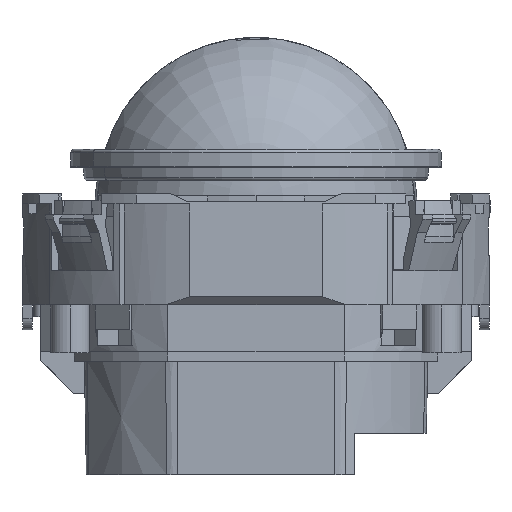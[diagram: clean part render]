
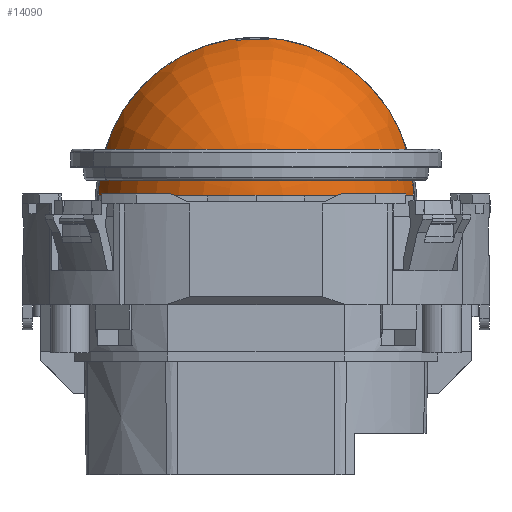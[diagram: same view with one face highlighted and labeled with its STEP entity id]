
A CAD part, left-side view. The second image highlights one B-rep face of the part: STEP entity #14090.
In plain terms, the highlighted toroidal (fillet/blend) face has major radius 0.286 mm and minor radius 19.7 mm.
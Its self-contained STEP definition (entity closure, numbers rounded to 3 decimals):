
#13991=AXIS2_PLACEMENT_3D('Circle Axis2P3D',#13989,#13990,$) ;
#14004=AXIS2_PLACEMENT_3D('Torus Axis2P3D',#14001,#14002,#14003) ;
#14033=AXIS2_PLACEMENT_3D('Circle Axis2P3D',#14031,#14032,$) ;
#14040=AXIS2_PLACEMENT_3D('Circle Axis2P3D',#14038,#14039,$) ;
#13666=CARTESIAN_POINT('Vertex',(-4.089,-19.446,35.995)) ;
#13735=CARTESIAN_POINT('Vertex',(-4.086,-19.447,35.993)) ;
#13739=CARTESIAN_POINT('Control Point',(-4.086,-19.447,35.993)) ;
#13740=CARTESIAN_POINT('Control Point',(-4.087,-19.446,35.994)) ;
#13741=CARTESIAN_POINT('Control Point',(-4.089,-19.446,35.995)) ;
#13768=CARTESIAN_POINT('Control Point',(-4.089,-19.446,35.995)) ;
#13769=CARTESIAN_POINT('Control Point',(-4.093,-19.444,35.999)) ;
#13770=CARTESIAN_POINT('Control Point',(-4.098,-19.443,36.002)) ;
#13771=CARTESIAN_POINT('Control Point',(-4.103,-19.442,36.004)) ;
#13772=CARTESIAN_POINT('Control Point',(-4.113,-19.44,36.001)) ;
#13773=CARTESIAN_POINT('Control Point',(-4.123,-19.438,35.997)) ;
#13774=CARTESIAN_POINT('Control Point',(-4.128,-19.437,35.991)) ;
#13775=CARTESIAN_POINT('Control Point',(-4.14,-19.435,35.974)) ;
#13776=CARTESIAN_POINT('Control Point',(-4.15,-19.435,35.953)) ;
#13777=CARTESIAN_POINT('Control Point',(-4.156,-19.434,35.938)) ;
#13778=CARTESIAN_POINT('Control Point',(-4.168,-19.434,35.901)) ;
#13779=CARTESIAN_POINT('Control Point',(-4.178,-19.434,35.863)) ;
#13780=CARTESIAN_POINT('Control Point',(-4.183,-19.434,35.839)) ;
#13781=CARTESIAN_POINT('Control Point',(-4.205,-19.436,35.735)) ;
#13782=CARTESIAN_POINT('Control Point',(-4.22,-19.438,35.628)) ;
#13783=CARTESIAN_POINT('Control Point',(-4.23,-19.44,35.551)) ;
#13784=CARTESIAN_POINT('Control Point',(-4.255,-19.445,35.312)) ;
#13785=CARTESIAN_POINT('Control Point',(-4.273,-19.448,35.071)) ;
#13786=CARTESIAN_POINT('Control Point',(-4.282,-19.449,34.918)) ;
#13787=CARTESIAN_POINT('Control Point',(-4.29,-19.449,34.761)) ;
#13788=CARTESIAN_POINT('Control Point',(-4.296,-19.447,34.604)) ;
#13789=CARTESIAN_POINT('Vertex',(-4.296,-19.447,34.604)) ;
#13910=CARTESIAN_POINT('Vertex',(-4.089,19.446,35.995)) ;
#13914=CARTESIAN_POINT('Control Point',(-4.086,19.447,35.993)) ;
#13915=CARTESIAN_POINT('Control Point',(-4.087,19.446,35.994)) ;
#13916=CARTESIAN_POINT('Control Point',(-4.089,19.446,35.995)) ;
#13917=CARTESIAN_POINT('Vertex',(-4.086,19.447,35.993)) ;
#13989=CARTESIAN_POINT('Axis2P3D Location',(-4.086,0.,34.604)) ;
#14001=CARTESIAN_POINT('Axis2P3D Location',(0.279,0.,34.604)) ;
#14007=CARTESIAN_POINT('Control Point',(-4.089,19.446,35.995)) ;
#14008=CARTESIAN_POINT('Control Point',(-4.093,19.444,35.999)) ;
#14009=CARTESIAN_POINT('Control Point',(-4.098,19.443,36.002)) ;
#14010=CARTESIAN_POINT('Control Point',(-4.103,19.442,36.004)) ;
#14011=CARTESIAN_POINT('Control Point',(-4.113,19.44,36.001)) ;
#14012=CARTESIAN_POINT('Control Point',(-4.123,19.438,35.997)) ;
#14013=CARTESIAN_POINT('Control Point',(-4.128,19.437,35.991)) ;
#14014=CARTESIAN_POINT('Control Point',(-4.14,19.435,35.974)) ;
#14015=CARTESIAN_POINT('Control Point',(-4.15,19.435,35.953)) ;
#14016=CARTESIAN_POINT('Control Point',(-4.156,19.434,35.938)) ;
#14017=CARTESIAN_POINT('Control Point',(-4.168,19.434,35.901)) ;
#14018=CARTESIAN_POINT('Control Point',(-4.178,19.434,35.863)) ;
#14019=CARTESIAN_POINT('Control Point',(-4.183,19.434,35.839)) ;
#14020=CARTESIAN_POINT('Control Point',(-4.205,19.436,35.735)) ;
#14021=CARTESIAN_POINT('Control Point',(-4.22,19.438,35.628)) ;
#14022=CARTESIAN_POINT('Control Point',(-4.23,19.44,35.551)) ;
#14023=CARTESIAN_POINT('Control Point',(-4.255,19.445,35.312)) ;
#14024=CARTESIAN_POINT('Control Point',(-4.273,19.448,35.071)) ;
#14025=CARTESIAN_POINT('Control Point',(-4.282,19.449,34.918)) ;
#14026=CARTESIAN_POINT('Control Point',(-4.29,19.449,34.761)) ;
#14027=CARTESIAN_POINT('Control Point',(-4.296,19.447,34.604)) ;
#14028=CARTESIAN_POINT('Vertex',(-4.296,19.447,34.604)) ;
#14031=CARTESIAN_POINT('Axis2P3D Location',(0.279,0.286,34.604)) ;
#14035=CARTESIAN_POINT('Vertex',(-19.419,0.,34.604)) ;
#14038=CARTESIAN_POINT('Axis2P3D Location',(0.279,-0.286,34.604)) ;
#14053=CARTESIAN_POINT('Control Point',(-4.208,2.42,53.921)) ;
#14054=CARTESIAN_POINT('Control Point',(-4.204,1.101,54.087)) ;
#14055=CARTESIAN_POINT('Control Point',(-4.2,-0.234,54.118)) ;
#14056=CARTESIAN_POINT('Control Point',(-4.197,-1.559,54.012)) ;
#14057=CARTESIAN_POINT('Vertex',(-4.208,2.42,53.921)) ;
#14059=CARTESIAN_POINT('Vertex',(-4.197,-1.559,54.012)) ;
#14063=CARTESIAN_POINT('Control Point',(-4.197,-1.559,54.012)) ;
#14064=CARTESIAN_POINT('Control Point',(-4.413,-1.56,53.961)) ;
#14065=CARTESIAN_POINT('Control Point',(-4.628,-1.561,53.907)) ;
#14066=CARTESIAN_POINT('Control Point',(-4.842,-1.561,53.849)) ;
#14067=CARTESIAN_POINT('Vertex',(-4.842,-1.561,53.849)) ;
#14071=CARTESIAN_POINT('Control Point',(-4.853,2.418,53.757)) ;
#14072=CARTESIAN_POINT('Control Point',(-4.849,1.1,53.925)) ;
#14073=CARTESIAN_POINT('Control Point',(-4.846,-0.236,53.956)) ;
#14074=CARTESIAN_POINT('Control Point',(-4.842,-1.561,53.849)) ;
#14075=CARTESIAN_POINT('Vertex',(-4.853,2.418,53.757)) ;
#14079=CARTESIAN_POINT('Control Point',(-4.208,2.42,53.921)) ;
#14080=CARTESIAN_POINT('Control Point',(-4.424,2.42,53.87)) ;
#14081=CARTESIAN_POINT('Control Point',(-4.639,2.419,53.816)) ;
#14082=CARTESIAN_POINT('Control Point',(-4.853,2.418,53.757)) ;
#13990=DIRECTION('Axis2P3D Direction',(-1.,0.,0.)) ;
#14002=DIRECTION('Axis2P3D Direction',(-1.,0.,0.)) ;
#14003=DIRECTION('Axis2P3D XDirection',(0.,-1.,0.)) ;
#14032=DIRECTION('Axis2P3D Direction',(0.,0.,1.)) ;
#14039=DIRECTION('Axis2P3D Direction',(-0.,0.,-1.)) ;
#14044=ORIENTED_EDGE('',*,*,#13993,.T.) ;
#14045=ORIENTED_EDGE('',*,*,#13919,.T.) ;
#14046=ORIENTED_EDGE('',*,*,#14030,.T.) ;
#14047=ORIENTED_EDGE('',*,*,#14037,.F.) ;
#14048=ORIENTED_EDGE('',*,*,#14042,.T.) ;
#14049=ORIENTED_EDGE('',*,*,#13791,.F.) ;
#14050=ORIENTED_EDGE('',*,*,#13742,.F.) ;
#14085=ORIENTED_EDGE('',*,*,#14061,.T.) ;
#14086=ORIENTED_EDGE('',*,*,#14069,.T.) ;
#14087=ORIENTED_EDGE('',*,*,#14077,.F.) ;
#14088=ORIENTED_EDGE('',*,*,#14083,.F.) ;
#14089=FACE_BOUND('',#14084,.T.) ;
#14090=ADVANCED_FACE('Body.7',(#14051,#14089),#14005,.T.) ;
#13738=B_SPLINE_CURVE_WITH_KNOTS('',2,(#13739,#13740,#13741),.UNSPECIFIED.,.F.,.U.,(3,3),(0.,0.006),.UNSPECIFIED.) ;
#13767=B_SPLINE_CURVE_WITH_KNOTS('',5,(#13768,#13769,#13770,#13771,#13772,#13773,#13774,#13775,#13776,#13777,#13778,#13779,#13780,#13781,#13782,#13783,#13784,#13785,#13786,#13787,#13788),.UNSPECIFIED.,.F.,.U.,(6,3,3,3,3,3,6),(0.,0.035,0.075,0.157,0.278,0.696,1.478),.UNSPECIFIED.) ;
#13913=B_SPLINE_CURVE_WITH_KNOTS('',2,(#13914,#13915,#13916),.UNSPECIFIED.,.F.,.U.,(3,3),(0.,0.006),.UNSPECIFIED.) ;
#14006=B_SPLINE_CURVE_WITH_KNOTS('',5,(#14007,#14008,#14009,#14010,#14011,#14012,#14013,#14014,#14015,#14016,#14017,#14018,#14019,#14020,#14021,#14022,#14023,#14024,#14025,#14026,#14027),.UNSPECIFIED.,.F.,.U.,(6,3,3,3,3,3,6),(0.,0.035,0.075,0.157,0.278,0.696,1.478),.UNSPECIFIED.) ;
#14052=B_SPLINE_CURVE_WITH_KNOTS('',3,(#14053,#14054,#14055,#14056),.UNSPECIFIED.,.F.,.U.,(4,4),(0.,3.988),.UNSPECIFIED.) ;
#14062=B_SPLINE_CURVE_WITH_KNOTS('',3,(#14063,#14064,#14065,#14066),.UNSPECIFIED.,.F.,.U.,(4,4),(0.,0.941),.UNSPECIFIED.) ;
#14070=B_SPLINE_CURVE_WITH_KNOTS('',3,(#14071,#14072,#14073,#14074),.UNSPECIFIED.,.F.,.U.,(4,4),(0.,3.988),.UNSPECIFIED.) ;
#14078=B_SPLINE_CURVE_WITH_KNOTS('',3,(#14079,#14080,#14081,#14082),.UNSPECIFIED.,.F.,.U.,(4,4),(0.,0.941),.UNSPECIFIED.) ;
#13992=CIRCLE('generated circle',#13991,19.496) ;
#14034=CIRCLE('generated circle',#14033,19.7) ;
#14041=CIRCLE('generated circle',#14040,19.7) ;
#14005=DEGENERATE_TOROIDAL_SURFACE('homeo Torus',#14004,0.286,19.7,.T.) ;
#13742=EDGE_CURVE('',#13736,#13667,#13738,.T.) ;
#13791=EDGE_CURVE('',#13667,#13790,#13767,.T.) ;
#13919=EDGE_CURVE('',#13918,#13911,#13913,.T.) ;
#13993=EDGE_CURVE('',#13736,#13918,#13992,.T.) ;
#14030=EDGE_CURVE('',#13911,#14029,#14006,.T.) ;
#14037=EDGE_CURVE('',#14036,#14029,#14034,.F.) ;
#14042=EDGE_CURVE('',#14036,#13790,#14041,.F.) ;
#14061=EDGE_CURVE('',#14058,#14060,#14052,.T.) ;
#14069=EDGE_CURVE('',#14060,#14068,#14062,.T.) ;
#14077=EDGE_CURVE('',#14076,#14068,#14070,.T.) ;
#14083=EDGE_CURVE('',#14058,#14076,#14078,.T.) ;
#14043=EDGE_LOOP('',(#14044,#14045,#14046,#14047,#14048,#14049,#14050)) ;
#14084=EDGE_LOOP('',(#14085,#14086,#14087,#14088)) ;
#14051=FACE_OUTER_BOUND('',#14043,.T.) ;
#13667=VERTEX_POINT('',#13666) ;
#13736=VERTEX_POINT('',#13735) ;
#13790=VERTEX_POINT('',#13789) ;
#13911=VERTEX_POINT('',#13910) ;
#13918=VERTEX_POINT('',#13917) ;
#14029=VERTEX_POINT('',#14028) ;
#14036=VERTEX_POINT('',#14035) ;
#14058=VERTEX_POINT('',#14057) ;
#14060=VERTEX_POINT('',#14059) ;
#14068=VERTEX_POINT('',#14067) ;
#14076=VERTEX_POINT('',#14075) ;
